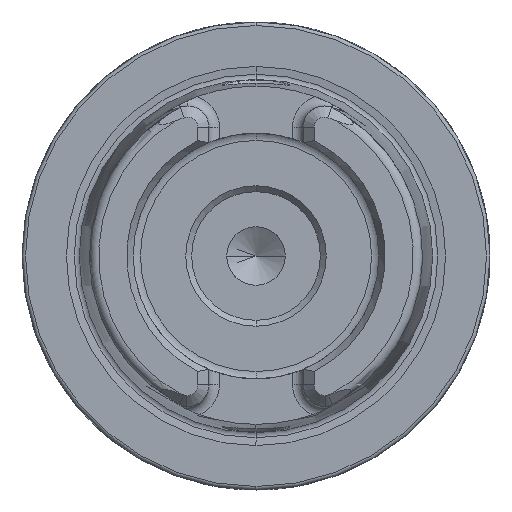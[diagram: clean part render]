
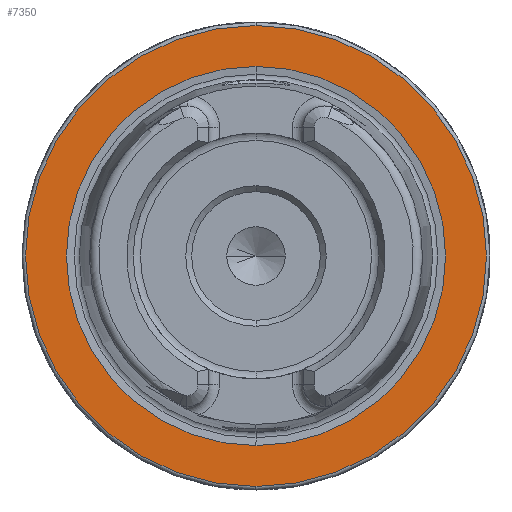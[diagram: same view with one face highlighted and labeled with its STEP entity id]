
A CAD part, left-side view. The second image highlights one B-rep face of the part: STEP entity #7350.
In plain terms, the highlighted planar face has unit normal (-1, 0, 0).
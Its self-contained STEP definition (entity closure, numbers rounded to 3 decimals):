
#3637 = ORIENTED_EDGE ( 'NONE', *, *, #6068, .F. ) ;
#3638 = ORIENTED_EDGE ( 'NONE', *, *, #7505, .F. ) ;
#3639 = ORIENTED_EDGE ( 'NONE', *, *, #7487, .T. ) ;
#3640 = ORIENTED_EDGE ( 'NONE', *, *, #6067, .T. ) ;
#4256 = AXIS2_PLACEMENT_3D ( 'NONE', #10073, #10074, #10075 ) ;
#4269 = AXIS2_PLACEMENT_3D ( 'NONE', #10141, #10142, #10143 ) ;
#4772 = FACE_OUTER_BOUND ( 'NONE', #6697, .T. ) ;
#4793 = FACE_BOUND ( 'NONE', #6698, .T. ) ;
#5008 = CIRCLE ( 'NONE', #4256, 19.7 ) ;
#5031 = CIRCLE ( 'NONE', #4269, 16.207 ) ;
#5806 = AXIS2_PLACEMENT_3D ( 'NONE', #9404, #9405, #9406 ) ;
#5807 = AXIS2_PLACEMENT_3D ( 'NONE', #9407, #9408, #9409 ) ;
#5903 = AXIS2_PLACEMENT_3D ( 'NONE', #6332, #6337, #6338 ) ;
#6067 = EDGE_CURVE ( 'NONE', #7947, #7946, #7056, .T. ) ;
#6068 = EDGE_CURVE ( 'NONE', #7944, #7939, #7055, .T. ) ;
#6332 = CARTESIAN_POINT ( 'NONE',  ( 0., 19.7, 0. ) ) ;
#6335 = PLANE ( 'NONE',  #5903 ) ;
#6337 = DIRECTION ( 'NONE',  ( 1., 0., 0. ) ) ;
#6338 = DIRECTION ( 'NONE',  ( 0., 0., -1. ) ) ;
#6491 = CARTESIAN_POINT ( 'NONE',  ( 0., 0., -16.207 ) ) ;
#6496 = CARTESIAN_POINT ( 'NONE',  ( 0., 0., 16.207 ) ) ;
#6498 = CARTESIAN_POINT ( 'NONE',  ( 0., 0., 19.7 ) ) ;
#6499 = CARTESIAN_POINT ( 'NONE',  ( 0., 0., -19.7 ) ) ;
#6697 = EDGE_LOOP ( 'NONE', ( #3639, #3640 ) ) ;
#6698 = EDGE_LOOP ( 'NONE', ( #3637, #3638 ) ) ;
#7055 = CIRCLE ( 'NONE', #5807, 16.207 ) ;
#7056 = CIRCLE ( 'NONE', #5806, 19.7 ) ;
#7350 = ADVANCED_FACE ( 'NONE', ( #4793, #4772 ), #6335, .F. ) ;
#7487 = EDGE_CURVE ( 'NONE', #7946, #7947, #5008, .T. ) ;
#7505 = EDGE_CURVE ( 'NONE', #7939, #7944, #5031, .T. ) ;
#7939 = VERTEX_POINT ( 'NONE', #6491 ) ;
#7944 = VERTEX_POINT ( 'NONE', #6496 ) ;
#7946 = VERTEX_POINT ( 'NONE', #6498 ) ;
#7947 = VERTEX_POINT ( 'NONE', #6499 ) ;
#9404 = CARTESIAN_POINT ( 'NONE',  ( 0., 0., 0. ) ) ;
#9405 = DIRECTION ( 'NONE',  ( -1., 0., 0. ) ) ;
#9406 = DIRECTION ( 'NONE',  ( 0., 0., 1. ) ) ;
#9407 = CARTESIAN_POINT ( 'NONE',  ( 0., 0., 0. ) ) ;
#9408 = DIRECTION ( 'NONE',  ( -1., 0., 0. ) ) ;
#9409 = DIRECTION ( 'NONE',  ( 0., 0., 1. ) ) ;
#10073 = CARTESIAN_POINT ( 'NONE',  ( 0., 0., 0. ) ) ;
#10074 = DIRECTION ( 'NONE',  ( -1., 0., 0. ) ) ;
#10075 = DIRECTION ( 'NONE',  ( 0., 0., 1. ) ) ;
#10141 = CARTESIAN_POINT ( 'NONE',  ( 0., 0., 0. ) ) ;
#10142 = DIRECTION ( 'NONE',  ( -1., 0., 0. ) ) ;
#10143 = DIRECTION ( 'NONE',  ( 0., 0., 1. ) ) ;
